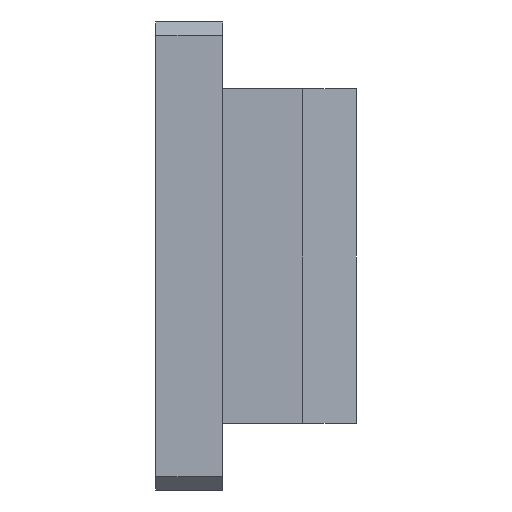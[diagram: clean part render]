
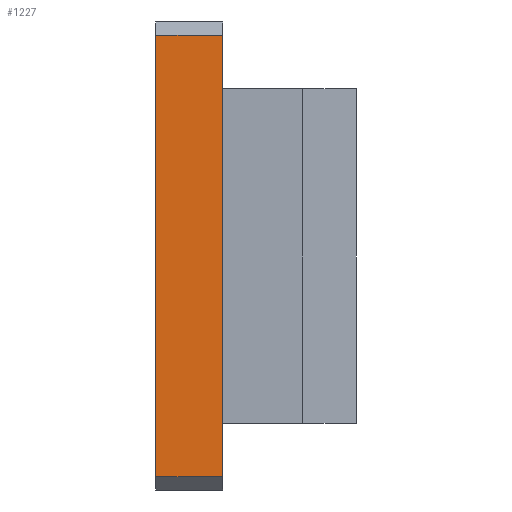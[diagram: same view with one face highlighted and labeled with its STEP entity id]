
A CAD part, left-side view. The second image highlights one B-rep face of the part: STEP entity #1227.
In plain terms, the highlighted planar face has unit normal (-1, 0, 0).
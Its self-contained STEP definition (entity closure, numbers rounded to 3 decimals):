
#126=FACE_OUTER_BOUND('',#205,.T.);
#205=EDGE_LOOP('',(#1113,#1114,#1115,#1116));
#261=LINE('',#1760,#408);
#344=LINE('',#1943,#491);
#349=LINE('',#1952,#496);
#352=LINE('',#1962,#499);
#408=VECTOR('',#1420,10.);
#491=VECTOR('',#1591,10.);
#496=VECTOR('',#1598,10.);
#499=VECTOR('',#1615,10.);
#549=VERTEX_POINT('',#1757);
#550=VERTEX_POINT('',#1759);
#606=VERTEX_POINT('',#1941);
#609=VERTEX_POINT('',#1950);
#673=EDGE_CURVE('',#549,#550,#261,.T.);
#766=EDGE_CURVE('',#606,#549,#344,.T.);
#771=EDGE_CURVE('',#609,#606,#349,.T.);
#778=EDGE_CURVE('',#550,#609,#352,.T.);
#1113=ORIENTED_EDGE('',*,*,#766,.F.);
#1114=ORIENTED_EDGE('',*,*,#771,.F.);
#1115=ORIENTED_EDGE('',*,*,#778,.F.);
#1116=ORIENTED_EDGE('',*,*,#673,.F.);
#1166=PLANE('',#1312);
#1227=ADVANCED_FACE('',(#126),#1166,.F.);
#1312=AXIS2_PLACEMENT_3D('',#1968,#1626,#1627);
#1420=DIRECTION('',(0.,0.,-1.));
#1591=DIRECTION('',(0.,-1.,0.));
#1598=DIRECTION('',(0.,0.,1.));
#1615=DIRECTION('',(0.,1.,0.));
#1626=DIRECTION('center_axis',(1.,0.,0.));
#1627=DIRECTION('ref_axis',(0.,0.,1.));
#1757=CARTESIAN_POINT('',(149.,175.,34.));
#1759=CARTESIAN_POINT('',(149.,175.,1.));
#1760=CARTESIAN_POINT('',(149.,175.,35.));
#1941=CARTESIAN_POINT('',(149.,180.,34.));
#1943=CARTESIAN_POINT('',(149.,176.25,34.));
#1950=CARTESIAN_POINT('',(149.,180.,1.));
#1952=CARTESIAN_POINT('',(149.,180.,35.));
#1962=CARTESIAN_POINT('',(149.,176.25,1.));
#1968=CARTESIAN_POINT('Origin',(149.,175.,35.));
